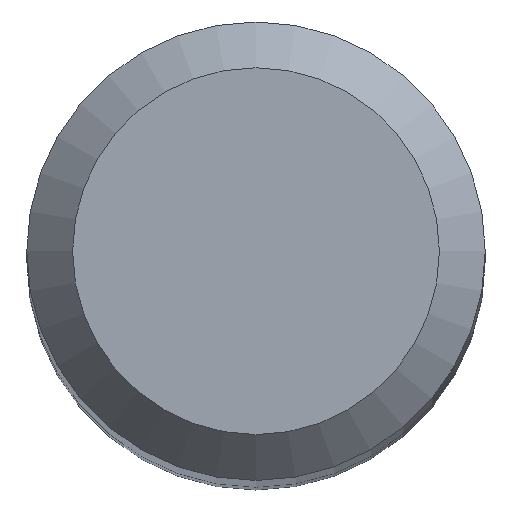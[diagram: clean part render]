
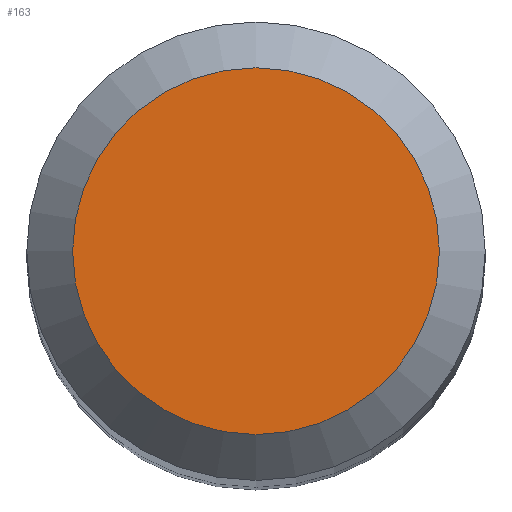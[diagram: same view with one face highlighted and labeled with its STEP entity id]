
A CAD part, top view. The second image highlights one B-rep face of the part: STEP entity #163.
In plain terms, the highlighted planar face has unit normal (0, 0, 1).
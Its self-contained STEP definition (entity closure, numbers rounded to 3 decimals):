
#24 = AXIS2_PLACEMENT_3D ( 'NONE', #135, #182, #119 ) ;
#31 = DIRECTION ( 'NONE',  ( 0., 0., -1. ) ) ;
#35 = AXIS2_PLACEMENT_3D ( 'NONE', #46, #31, #138 ) ;
#46 = CARTESIAN_POINT ( 'NONE',  ( 0., 0., 60. ) ) ;
#49 = EDGE_CURVE ( 'NONE', #85, #85, #219, .T. ) ;
#51 = CARTESIAN_POINT ( 'NONE',  ( 0., 2., 60. ) ) ;
#85 = VERTEX_POINT ( 'NONE', #51 ) ;
#119 = DIRECTION ( 'NONE',  ( 0., 1., 0. ) ) ;
#135 = CARTESIAN_POINT ( 'NONE',  ( 0., 0., 60. ) ) ;
#138 = DIRECTION ( 'NONE',  ( 0., 1., 0. ) ) ;
#163 = ADVANCED_FACE ( 'NONE', ( #198 ), #183, .F. ) ;
#164 = EDGE_LOOP ( 'NONE', ( #176 ) ) ;
#176 = ORIENTED_EDGE ( 'NONE', *, *, #49, .F. ) ;
#182 = DIRECTION ( 'NONE',  ( 0., 0., -1. ) ) ;
#183 = PLANE ( 'NONE',  #35 ) ;
#198 = FACE_OUTER_BOUND ( 'NONE', #164, .T. ) ;
#219 = CIRCLE ( 'NONE', #24, 2. ) ;
